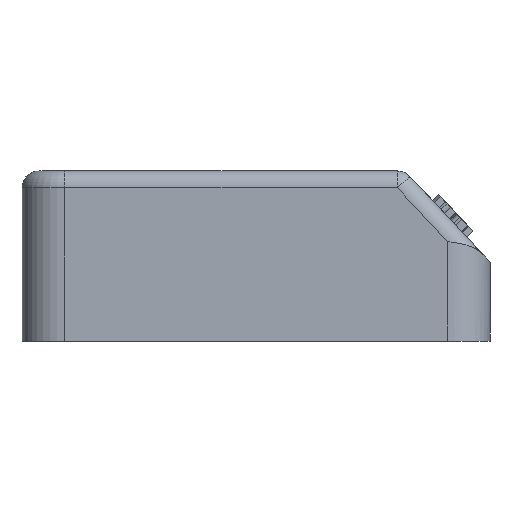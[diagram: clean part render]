
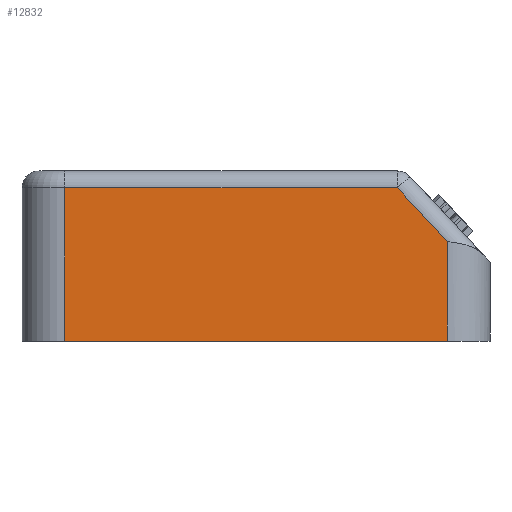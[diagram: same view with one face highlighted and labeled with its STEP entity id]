
A CAD part, front view. The second image highlights one B-rep face of the part: STEP entity #12832.
In plain terms, the highlighted planar face has unit normal (0, -1, 0).
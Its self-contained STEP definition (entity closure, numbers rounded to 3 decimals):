
#532=PLANE('',#13607);
#799=FACE_OUTER_BOUND('',#1540,.T.);
#1540=EDGE_LOOP('',(#8804,#8805,#8806,#8807,#8808));
#3308=LINE('',#15684,#4348);
#3310=LINE('',#15714,#4350);
#3313=LINE('',#15725,#4353);
#3315=LINE('',#15728,#4355);
#3328=LINE('',#15784,#4368);
#4348=VECTOR('',#13932,10.);
#4350=VECTOR('',#13952,10.);
#4353=VECTOR('',#13965,10.);
#4355=VECTOR('',#13969,10.);
#4368=VECTOR('',#14020,10.);
#5388=VERTEX_POINT('',#15682);
#5389=VERTEX_POINT('',#15683);
#5395=VERTEX_POINT('',#15705);
#5398=VERTEX_POINT('',#15712);
#5401=VERTEX_POINT('',#15720);
#6730=EDGE_CURVE('',#5388,#5389,#3308,.T.);
#6740=EDGE_CURVE('',#5398,#5395,#3310,.T.);
#6746=EDGE_CURVE('',#5395,#5401,#3313,.T.);
#6748=EDGE_CURVE('',#5401,#5388,#3315,.T.);
#6772=EDGE_CURVE('',#5398,#5389,#3328,.T.);
#8804=ORIENTED_EDGE('',*,*,#6730,.F.);
#8805=ORIENTED_EDGE('',*,*,#6748,.F.);
#8806=ORIENTED_EDGE('',*,*,#6746,.F.);
#8807=ORIENTED_EDGE('',*,*,#6740,.F.);
#8808=ORIENTED_EDGE('',*,*,#6772,.T.);
#12832=ADVANCED_FACE('',(#799),#532,.T.);
#13607=AXIS2_PLACEMENT_3D('',#15783,#14018,#14019);
#13932=DIRECTION('',(0.,0.,-1.));
#13952=DIRECTION('',(0.,0.,1.));
#13965=DIRECTION('',(1.,0.,0.));
#13969=DIRECTION('',(0.682,0.,-0.731));
#14018=DIRECTION('center_axis',(0.,-1.,0.));
#14019=DIRECTION('ref_axis',(1.,0.,0.));
#14020=DIRECTION('',(1.,0.,0.));
#15682=CARTESIAN_POINT('',(50.,0.,11.703));
#15683=CARTESIAN_POINT('',(50.,0.,0.));
#15684=CARTESIAN_POINT('',(50.,0.,4.636));
#15705=CARTESIAN_POINT('',(5.,0.,18.));
#15712=CARTESIAN_POINT('',(5.,0.,0.));
#15714=CARTESIAN_POINT('',(5.,0.,0.));
#15720=CARTESIAN_POINT('',(44.13,0.,18.));
#15725=CARTESIAN_POINT('',(11.25,0.,18.));
#15728=CARTESIAN_POINT('',(38.064,0.,24.508));
#15783=CARTESIAN_POINT('Origin',(0.,0.,0.));
#15784=CARTESIAN_POINT('',(0.,0.,0.));
